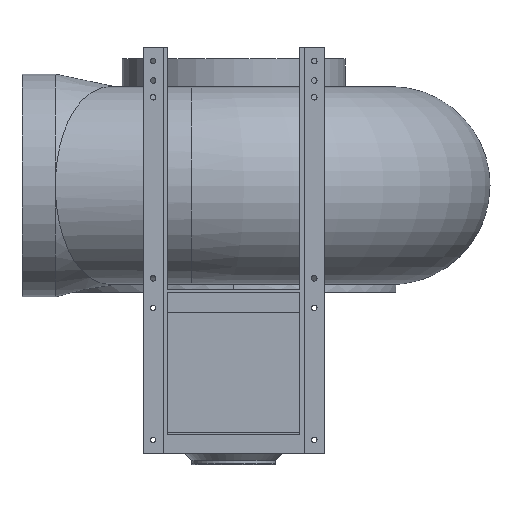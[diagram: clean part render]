
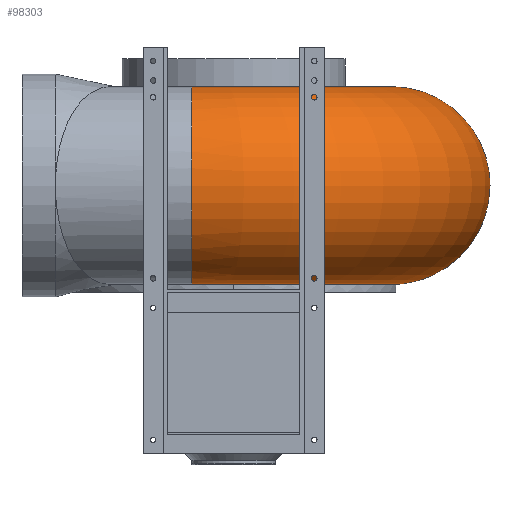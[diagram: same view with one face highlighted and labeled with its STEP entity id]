
A CAD part, front view. The second image highlights one B-rep face of the part: STEP entity #98303.
In plain terms, the highlighted toroidal (fillet/blend) face has major radius 357.5 mm and minor radius 177.5 mm.
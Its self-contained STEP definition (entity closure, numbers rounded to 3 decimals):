
#3142 = EDGE_LOOP ( 'NONE', ( #93072, #40182, #16156, #27788, #15238 ) ) ;
#4732 = CARTESIAN_POINT ( 'NONE',  ( -124.99, -545., 14. ) ) ;
#6445 = DIRECTION ( 'NONE',  ( 1., 0., 0. ) ) ;
#14161 = FACE_OUTER_BOUND ( 'NONE', #3142, .T. ) ;
#14253 = CARTESIAN_POINT ( 'NONE',  ( -302.5, -545., 191.521 ) ) ;
#15238 = ORIENTED_EDGE ( 'NONE', *, *, #101840, .T. ) ;
#16004 = CARTESIAN_POINT ( 'NONE',  ( 232.5, -545., 14. ) ) ;
#16156 = ORIENTED_EDGE ( 'NONE', *, *, #96998, .F. ) ;
#16765 = AXIS2_PLACEMENT_3D ( 'NONE', #105140, #30171, #6445 ) ;
#17632 = DIRECTION ( 'NONE',  ( 1., 0., 0. ) ) ;
#18835 =( BOUNDED_CURVE ( )  B_SPLINE_CURVE ( 2, ( #53298, #80303, #89111 ),
 .UNSPECIFIED., .F., .F. ) 
 B_SPLINE_CURVE_WITH_KNOTS ( ( 3, 3 ),
 ( 0., 1. ),
 .UNSPECIFIED. ) 
 CURVE ( )  GEOMETRIC_REPRESENTATION_ITEM ( )  RATIONAL_B_SPLINE_CURVE ( ( 1., 0.707, 1. ) ) 
 REPRESENTATION_ITEM ( '' )  );
#19723 = CARTESIAN_POINT ( 'NONE',  ( 232.5, -187.5, 191.5 ) ) ;
#22111 = VERTEX_POINT ( 'NONE', #93414 ) ;
#23321 = EDGE_CURVE ( 'NONE', #57643, #22111, #82271, .T. ) ;
#25817 = AXIS2_PLACEMENT_3D ( 'NONE', #19723, #35746, #70980 ) ;
#27458 = VERTEX_POINT ( 'NONE', #66173 ) ;
#27788 = ORIENTED_EDGE ( 'NONE', *, *, #107974, .F. ) ;
#29490 = DIRECTION ( 'NONE',  ( 1., 0., 0. ) ) ;
#30171 = DIRECTION ( 'NONE',  ( 0., 0., 1. ) ) ;
#35250 = VERTEX_POINT ( 'NONE', #75566 ) ;
#35711 = CARTESIAN_POINT ( 'NONE',  ( 232.5, -187.5, 369. ) ) ;
#35746 = DIRECTION ( 'NONE',  ( -1., 0., 0. ) ) ;
#39941 = DIRECTION ( 'NONE',  ( 0., 0., 1. ) ) ;
#40182 = ORIENTED_EDGE ( 'NONE', *, *, #23321, .F. ) ;
#46615 = CARTESIAN_POINT ( 'NONE',  ( -302.5, -545., 191.521 ) ) ;
#51785 = VERTEX_POINT ( 'NONE', #35711 ) ;
#53298 = CARTESIAN_POINT ( 'NONE',  ( -124.99, -545., 369. ) ) ;
#57643 = VERTEX_POINT ( 'NONE', #14253 ) ;
#66173 = CARTESIAN_POINT ( 'NONE',  ( -124.99, -545., 369. ) ) ;
#68925 = CIRCLE ( 'NONE', #107862, 357.5 ) ;
#70980 = DIRECTION ( 'NONE',  ( 0., 1., 0. ) ) ;
#71445 = CIRCLE ( 'NONE', #90804, 357.5 ) ;
#75566 = CARTESIAN_POINT ( 'NONE',  ( 232.5, -187.5, 14. ) ) ;
#80246 = CARTESIAN_POINT ( 'NONE',  ( -302.5, -545., 14.01 ) ) ;
#80303 = CARTESIAN_POINT ( 'NONE',  ( -302.458, -545., 368.99 ) ) ;
#82271 =( BOUNDED_CURVE ( )  B_SPLINE_CURVE ( 2, ( #46615, #80246, #4732 ),
 .UNSPECIFIED., .F., .T. ) 
 B_SPLINE_CURVE_WITH_KNOTS ( ( 3, 3 ),
 ( 0., 1. ),
 .UNSPECIFIED. ) 
 CURVE ( )  GEOMETRIC_REPRESENTATION_ITEM ( )  RATIONAL_B_SPLINE_CURVE ( ( 1., 0.707, 1. ) ) 
 REPRESENTATION_ITEM ( '' )  );
#82712 = DIRECTION ( 'NONE',  ( 0., 0., -1. ) ) ;
#89111 = CARTESIAN_POINT ( 'NONE',  ( -302.5, -545., 191.521 ) ) ;
#90804 = AXIS2_PLACEMENT_3D ( 'NONE', #106634, #39941, #29490 ) ;
#93072 = ORIENTED_EDGE ( 'NONE', *, *, #93464, .F. ) ;
#93414 = CARTESIAN_POINT ( 'NONE',  ( -124.99, -545., 14. ) ) ;
#93464 = EDGE_CURVE ( 'NONE', #22111, #35250, #68925, .T. ) ;
#95976 = TOROIDAL_SURFACE ( 'NONE', #16765, 357.5, 177.5 ) ;
#96998 = EDGE_CURVE ( 'NONE', #27458, #57643, #18835, .T. ) ;
#98303 = ADVANCED_FACE ( 'NONE', ( #14161 ), #95976, .T. ) ;
#101840 = EDGE_CURVE ( 'NONE', #51785, #35250, #106757, .T. ) ;
#105140 = CARTESIAN_POINT ( 'NONE',  ( 232.5, -545., 191.5 ) ) ;
#106634 = CARTESIAN_POINT ( 'NONE',  ( 232.5, -545., 369. ) ) ;
#106757 = CIRCLE ( 'NONE', #25817, 177.5 ) ;
#107862 = AXIS2_PLACEMENT_3D ( 'NONE', #16004, #82712, #17632 ) ;
#107974 = EDGE_CURVE ( 'NONE', #51785, #27458, #71445, .T. ) ;
